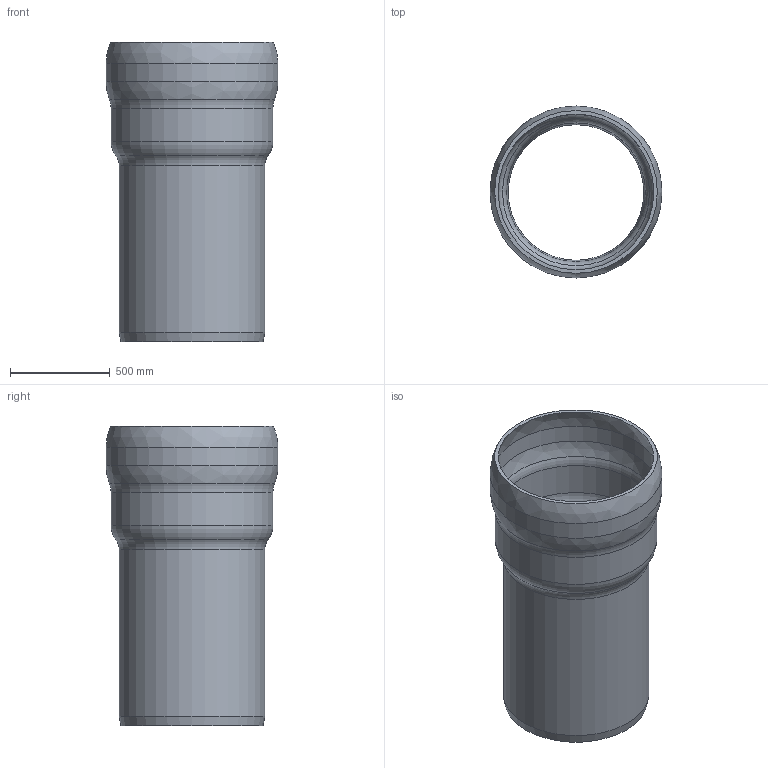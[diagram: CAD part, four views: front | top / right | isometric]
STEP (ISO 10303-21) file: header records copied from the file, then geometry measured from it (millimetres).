
FILE_DESCRIPTION(/* description */ (''),/* implementation_level */ '2;1');
FILE_NAME(/* name */ '00750.070X_3D.stp',/* time_stamp */ '2024-12-11T13:00:19+01:00',/* author */ ('CAD'),/* organization */ (''),/* preprocessor_version */ 'ST-DEVELOPER v20',/* originating_system */ 'AutoCAD Mechanical',/* authorisation */ '');
FILE_SCHEMA (('AUTOMOTIVE_DESIGN { 1 0 10303 214 3 1 1 }'));
Length unit declared in the file: centimetre
Products named in the file (1): Product
Bounding box: 862 x 862 x 1500 mm (x, y, z)
Volume: 57387611.6 mm3; surface area: 7250564.6 mm2
Topology: 1 solids, 1 shells, 20 faces, 46 edges, 28 vertices
Faces by surface type: cylinder 6, torus 6, bspline 4, plane 2, cone 2
Full cylindrical faces by diameter (mm): 698 x1, 730 x1, 780 x1, 812 x1, 830 x1, 862 x1
Entity records: 707 total; most frequent: CARTESIAN_POINT 201, DIRECTION 118, ORIENTED_EDGE 92, AXIS2_PLACEMENT_3D 55, EDGE_CURVE 46, CIRCLE 38, VERTEX_POINT 30, EDGE_LOOP 24
